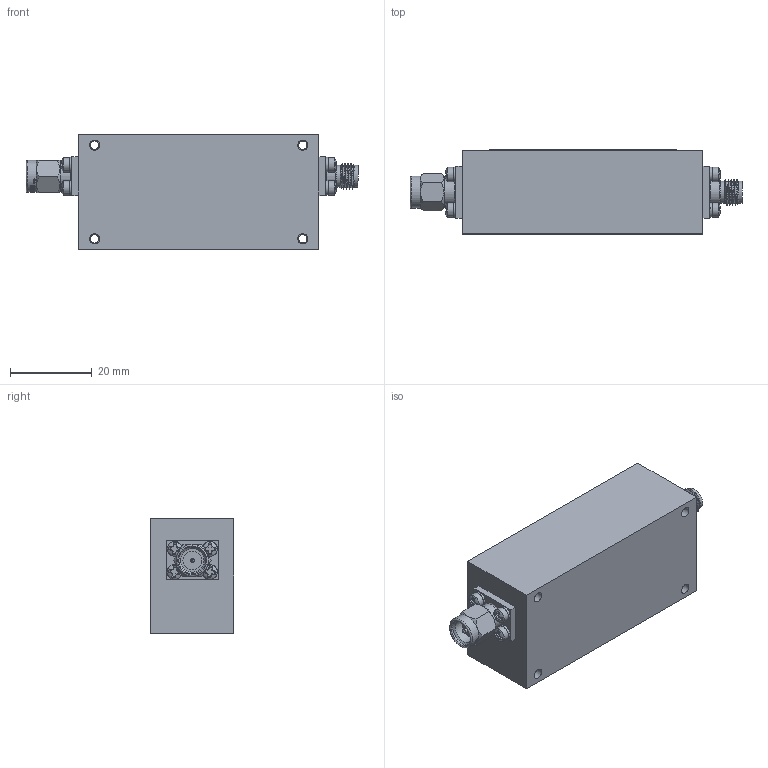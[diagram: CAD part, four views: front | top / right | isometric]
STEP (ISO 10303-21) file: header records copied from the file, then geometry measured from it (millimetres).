
FILE_DESCRIPTION (( 'STEP AP214' ), '1' );
FILE_NAME ('LM-1D2G1D4G-4KW-20DBM-SFM.STEP', '2025-01-09T00:25:18', ( '' ), ( '' ), 'SwSTEP 2.0', 'SolidWorks 2024', '' );
FILE_SCHEMA (( 'AUTOMOTIVE_DESIGN' ));
Length unit declared in the file: inch
Products named in the file (1): LM-1D2G1D4G-4KW-20DBM-SFM
Bounding box: 81 x 20.45 x 27.94 mm (x, y, z)
Volume: 34258.8 mm3; surface area: 12325.4 mm2
Topology: 31 solids, 31 shells, 715 faces, 2602 edges, 2119 vertices
Faces by surface type: plane 441, bspline 104, cylinder 101, cone 55, sphere 8, torus 6
Full cylindrical faces by diameter (mm): 0.919 x1, 2.05 x4, 2.184 x8, 2.362 x8, 2.5 x8, 3.556 x8, 4.229 x1, 4.47 x1, 4.547 x1, 4.572 x1, 4.623 x1, 4.966 x1, 5.347 x2, 5.74 x1, 6.223 x1, 6.287 x1, 6.331 x2, 6.477 x2, 6.528 x1, 7.163 x1, 7.81 x1
Entity records: 46174 total; most frequent: CARTESIAN_POINT 16585, ORIENTED_EDGE 4958, DIRECTION 3027, EDGE_CURVE 2479, VERTEX_POINT 2087, VECTOR 1071, LINE 1071, B_SPLINE_CURVE_WITH_KNOTS 1036
